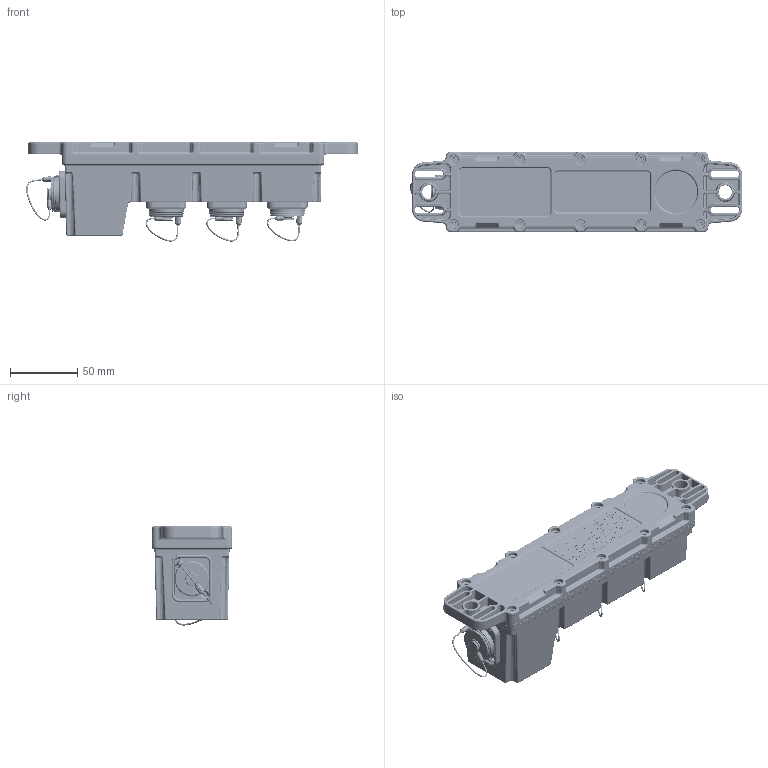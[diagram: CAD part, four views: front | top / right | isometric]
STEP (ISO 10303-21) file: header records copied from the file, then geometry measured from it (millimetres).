
FILE_DESCRIPTION((''),'2;1');
FILE_NAME('30012706','2025-07-28T10:35:22',('SYSTEM'),(''),'CREO PARAMETRIC BY PTC INC, 2023424','CREO PARAMETRIC BY PTC INC, 2023424','');
FILE_SCHEMA(('CONFIG_CONTROL_DESIGN'));
Products named in the file (1): 30012706
Bounding box: 246.48 x 60 x 73.69 mm (x, y, z)
Volume: 538369.1 mm3; surface area: 118559.8 mm2
Topology: 1 solids, 53 shells, 6284 faces, 15323 edges, 9510 vertices
Faces by surface type: plane 2668, cylinder 1166, bspline 792, torus 764, extrusion 422, cone 364, sphere 108
Entity records: 258561 total; most frequent: CARTESIAN_POINT 117040, ORIENTED_EDGE 30626, DIRECTION 27000, EDGE_CURVE 15313, VERTEX_POINT 9509, AXIS2_PLACEMENT_3D 9236, VECTOR 8528, LINE 8106
